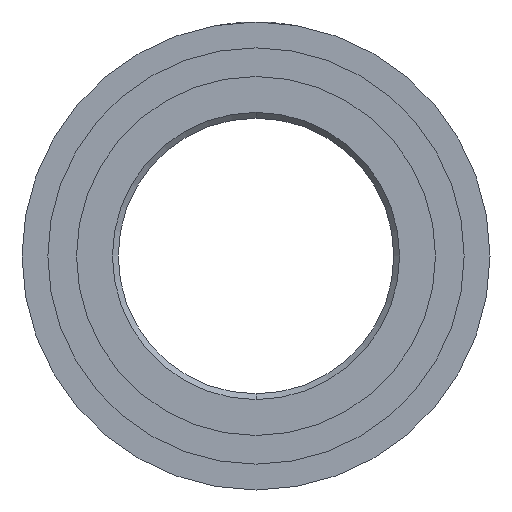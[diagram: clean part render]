
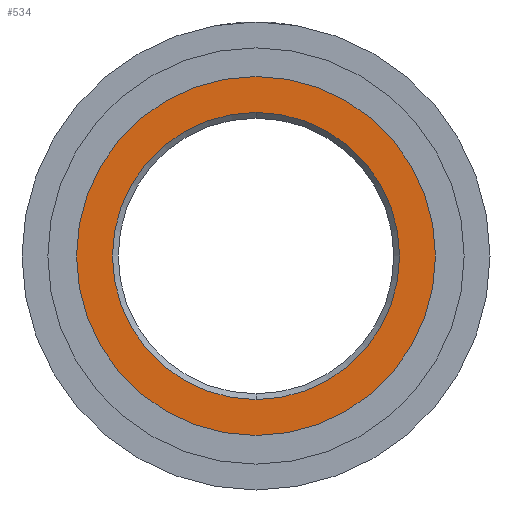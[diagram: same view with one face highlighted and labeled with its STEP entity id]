
A CAD part, front view. The second image highlights one B-rep face of the part: STEP entity #534.
In plain terms, the highlighted planar face has unit normal (0, -1, 0).
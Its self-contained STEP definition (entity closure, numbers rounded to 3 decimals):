
#8 = CIRCLE ( 'NONE', #1124, 50. ) ;
#51 = DIRECTION ( 'NONE',  ( 0., 0., -1. ) ) ;
#60 = CARTESIAN_POINT ( 'NONE',  ( 0., 6., -62.5 ) ) ;
#121 = AXIS2_PLACEMENT_3D ( 'NONE', #399, #1030, #499 ) ;
#141 = DIRECTION ( 'NONE',  ( 0., -1., 0. ) ) ;
#168 = CARTESIAN_POINT ( 'NONE',  ( 0., 6., 62.5 ) ) ;
#185 = PLANE ( 'NONE',  #121 ) ;
#200 = AXIS2_PLACEMENT_3D ( 'NONE', #752, #141, #839 ) ;
#213 = AXIS2_PLACEMENT_3D ( 'NONE', #402, #297, #883 ) ;
#240 = CIRCLE ( 'NONE', #407, 62.5 ) ;
#251 = ORIENTED_EDGE ( 'NONE', *, *, #277, .T. ) ;
#254 = CARTESIAN_POINT ( 'NONE',  ( 0., 6., -50. ) ) ;
#271 = ORIENTED_EDGE ( 'NONE', *, *, #526, .T. ) ;
#277 = EDGE_CURVE ( 'NONE', #583, #578, #917, .T. ) ;
#288 = DIRECTION ( 'NONE',  ( 0., 1., 0. ) ) ;
#297 = DIRECTION ( 'NONE',  ( 0., 1., 0. ) ) ;
#354 = ORIENTED_EDGE ( 'NONE', *, *, #541, .T. ) ;
#367 = ORIENTED_EDGE ( 'NONE', *, *, #558, .T. ) ;
#399 = CARTESIAN_POINT ( 'NONE',  ( 48., 6., 0. ) ) ;
#402 = CARTESIAN_POINT ( 'NONE',  ( 0., 6., 0. ) ) ;
#407 = AXIS2_PLACEMENT_3D ( 'NONE', #1144, #664, #51 ) ;
#445 = VERTEX_POINT ( 'NONE', #168 ) ;
#499 = DIRECTION ( 'NONE',  ( 0., 0., 1. ) ) ;
#520 = CIRCLE ( 'NONE', #200, 62.5 ) ;
#526 = EDGE_CURVE ( 'NONE', #578, #583, #8, .T. ) ;
#534 = ADVANCED_FACE ( 'NONE', ( #783, #987 ), #185, .F. ) ;
#541 = EDGE_CURVE ( 'NONE', #627, #445, #520, .T. ) ;
#558 = EDGE_CURVE ( 'NONE', #445, #627, #240, .T. ) ;
#578 = VERTEX_POINT ( 'NONE', #1003 ) ;
#583 = VERTEX_POINT ( 'NONE', #254 ) ;
#627 = VERTEX_POINT ( 'NONE', #60 ) ;
#664 = DIRECTION ( 'NONE',  ( 0., -1., 0. ) ) ;
#752 = CARTESIAN_POINT ( 'NONE',  ( 0., 6., 0. ) ) ;
#783 = FACE_BOUND ( 'NONE', #1150, .T. ) ;
#839 = DIRECTION ( 'NONE',  ( 0., 0., -1. ) ) ;
#881 = CARTESIAN_POINT ( 'NONE',  ( 0., 6., 0. ) ) ;
#883 = DIRECTION ( 'NONE',  ( 0., 0., 1. ) ) ;
#917 = CIRCLE ( 'NONE', #213, 50. ) ;
#955 = DIRECTION ( 'NONE',  ( 0., 0., 1. ) ) ;
#987 = FACE_OUTER_BOUND ( 'NONE', #1130, .T. ) ;
#1003 = CARTESIAN_POINT ( 'NONE',  ( 0., 6., 50. ) ) ;
#1030 = DIRECTION ( 'NONE',  ( 0., 1., 0. ) ) ;
#1124 = AXIS2_PLACEMENT_3D ( 'NONE', #881, #288, #955 ) ;
#1130 = EDGE_LOOP ( 'NONE', ( #354, #367 ) ) ;
#1144 = CARTESIAN_POINT ( 'NONE',  ( 0., 6., 0. ) ) ;
#1150 = EDGE_LOOP ( 'NONE', ( #251, #271 ) ) ;
